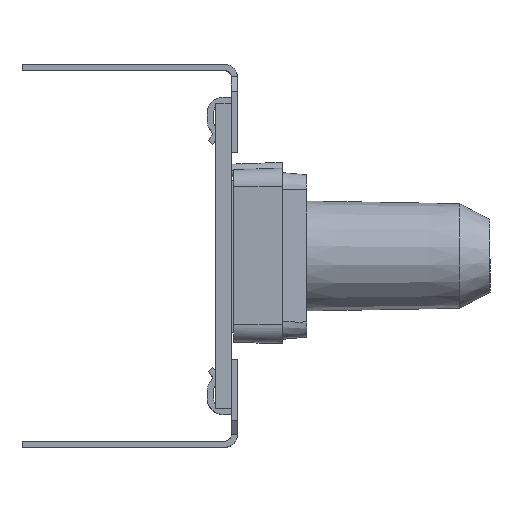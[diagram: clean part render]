
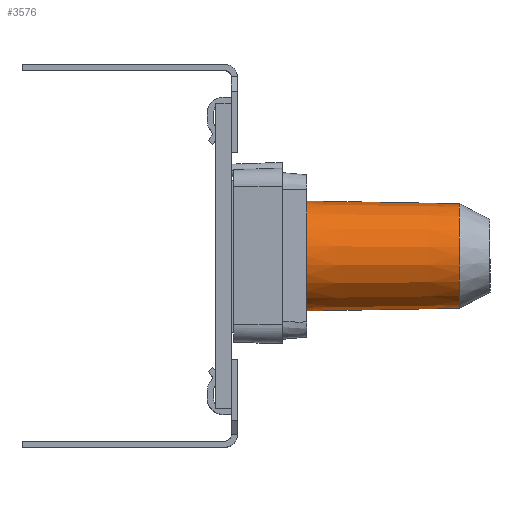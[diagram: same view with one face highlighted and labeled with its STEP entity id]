
A CAD part, top view. The second image highlights one B-rep face of the part: STEP entity #3576.
In plain terms, the highlighted conical face has half-angle 1 degrees and reference radius 2.175 mm.
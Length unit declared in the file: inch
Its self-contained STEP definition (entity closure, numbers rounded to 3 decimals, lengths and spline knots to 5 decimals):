
#168 = EDGE_CURVE ( 'NONE', #4904, #4910, #6480, .T. ) ;
#226 = EDGE_CURVE ( 'NONE', #4913, #4917, #6575, .T. ) ;
#299 = EDGE_CURVE ( 'NONE', #4917, #4910, #6610, .T. ) ;
#311 = EDGE_CURVE ( 'NONE', #4913, #4904, #6635, .T. ) ;
#344 = AXIS2_PLACEMENT_3D ( 'NONE', #3216, #3210, #3223 ) ;
#352 = AXIS2_PLACEMENT_3D ( 'NONE', #3251, #3273, #3271 ) ;
#487 = AXIS2_PLACEMENT_3D ( 'NONE', #2234, #2277, #2306 ) ;
#2138 = ORIENTED_EDGE ( 'NONE', *, *, #311, .F. ) ;
#2149 = ORIENTED_EDGE ( 'NONE', *, *, #299, .T. ) ;
#2177 = ORIENTED_EDGE ( 'NONE', *, *, #168, .F. ) ;
#2185 = ORIENTED_EDGE ( 'NONE', *, *, #226, .T. ) ;
#2234 = CARTESIAN_POINT ( 'NONE',  ( 1.97961, 1.83523, -1.047 ) ) ;
#2277 = DIRECTION ( 'NONE',  ( 0., 0., 1. ) ) ;
#2306 = DIRECTION ( 'NONE',  ( 0., -1., 0. ) ) ;
#2815 = DIRECTION ( 'NONE',  ( 0., 0.017, 1. ) ) ;
#2843 = CARTESIAN_POINT ( 'NONE',  ( 1.97961, 1.92087, -1.047 ) ) ;
#2971 = CARTESIAN_POINT ( 'NONE',  ( 1.97961, 1.74959, -1.047 ) ) ;
#2981 = DIRECTION ( 'NONE',  ( 0., -0.017, 1. ) ) ;
#3210 = DIRECTION ( 'NONE',  ( 0., 0., -1. ) ) ;
#3216 = CARTESIAN_POINT ( 'NONE',  ( 1.97961, 1.83523, -0.797 ) ) ;
#3223 = DIRECTION ( 'NONE',  ( 0., 1., 0. ) ) ;
#3251 = CARTESIAN_POINT ( 'NONE',  ( 1.97961, 1.83523, -1.047 ) ) ;
#3271 = DIRECTION ( 'NONE',  ( 0., 1., 0. ) ) ;
#3273 = DIRECTION ( 'NONE',  ( 0., 0., -1. ) ) ;
#3576 = ADVANCED_FACE ( 'NONE', ( #6692 ), #6706, .T. ) ;
#4904 = VERTEX_POINT ( 'NONE', #8654 ) ;
#4910 = VERTEX_POINT ( 'NONE', #8685 ) ;
#4913 = VERTEX_POINT ( 'NONE', #8640 ) ;
#4917 = VERTEX_POINT ( 'NONE', #8648 ) ;
#5810 = EDGE_LOOP ( 'NONE', ( #2177, #2138, #2185, #2149 ) ) ;
#6480 = LINE ( 'NONE', #2843, #6483 ) ;
#6483 = VECTOR ( 'NONE', #2815, 39.37008 ) ;
#6552 = VECTOR ( 'NONE', #2981, 39.37008 ) ;
#6575 = LINE ( 'NONE', #2971, #6552 ) ;
#6610 = CIRCLE ( 'NONE', #344, 0.09 ) ;
#6635 = CIRCLE ( 'NONE', #352, 0.08564 ) ;
#6692 = FACE_OUTER_BOUND ( 'NONE', #5810, .T. ) ;
#6706 = CONICAL_SURFACE ( 'NONE', #487, 0.08564, 0.017 ) ;
#8640 = CARTESIAN_POINT ( 'NONE',  ( 1.97961, 1.74959, -1.047 ) ) ;
#8648 = CARTESIAN_POINT ( 'NONE',  ( 1.97961, 1.74523, -0.797 ) ) ;
#8654 = CARTESIAN_POINT ( 'NONE',  ( 1.97961, 1.92087, -1.047 ) ) ;
#8685 = CARTESIAN_POINT ( 'NONE',  ( 1.97961, 1.92523, -0.797 ) ) ;
